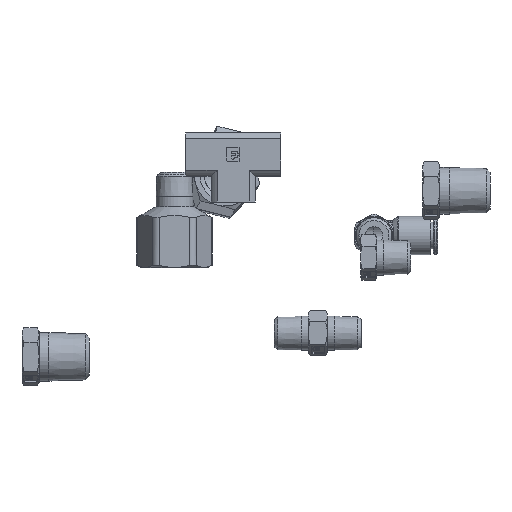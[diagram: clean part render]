
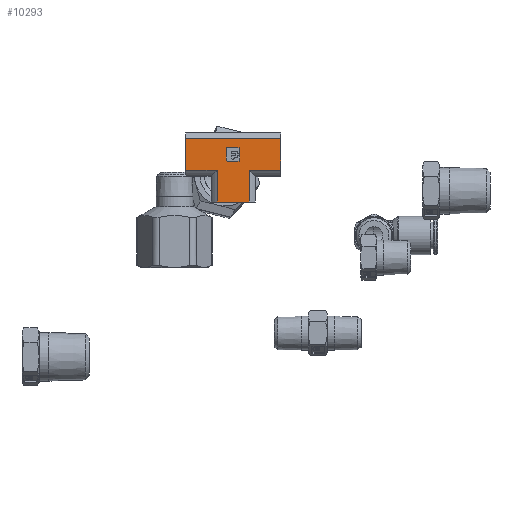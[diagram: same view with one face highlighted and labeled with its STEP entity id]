
A CAD part, front view. The second image highlights one B-rep face of the part: STEP entity #10293.
In plain terms, the highlighted planar face has unit normal (0, -1, 0).
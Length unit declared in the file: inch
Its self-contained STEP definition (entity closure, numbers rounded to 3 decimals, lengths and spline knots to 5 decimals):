
#555=FACE_BOUND('',#1978,.T.);
#819=PLANE('',#11327);
#1304=FACE_OUTER_BOUND('',#1977,.T.);
#1977=EDGE_LOOP('',(#8640,#8641,#8642,#8643,#8644,#8645,#8646,#8647));
#1978=EDGE_LOOP('',(#8648,#8649,#8650,#8651,#8652,#8653,#8654,#8655));
#2806=LINE('',#16939,#3567);
#2810=LINE('',#16948,#3571);
#2813=LINE('',#16956,#3574);
#2821=LINE('',#16974,#3582);
#2823=LINE('',#16983,#3584);
#2824=LINE('',#16985,#3585);
#2825=LINE('',#16987,#3586);
#2826=LINE('',#16989,#3587);
#2827=LINE('',#16991,#3588);
#2828=LINE('',#16993,#3589);
#2829=LINE('',#16995,#3590);
#2830=LINE('',#16996,#3591);
#3567=VECTOR('',#13644,0.3937);
#3571=VECTOR('',#13654,0.3937);
#3574=VECTOR('',#13663,0.3937);
#3582=VECTOR('',#13689,0.3937);
#3584=VECTOR('',#13701,0.3937);
#3585=VECTOR('',#13702,0.3937);
#3586=VECTOR('',#13703,0.3937);
#3587=VECTOR('',#13704,0.3937);
#3588=VECTOR('',#13705,0.3937);
#3589=VECTOR('',#13706,0.3937);
#3590=VECTOR('',#13707,0.3937);
#3591=VECTOR('',#13708,0.3937);
#4139=CIRCLE('',#11306,0.01);
#4140=CIRCLE('',#11309,0.01);
#4141=CIRCLE('',#11312,0.01);
#4142=CIRCLE('',#11321,0.01);
#4938=VERTEX_POINT('',#16932);
#4939=VERTEX_POINT('',#16934);
#4940=VERTEX_POINT('',#16938);
#4941=VERTEX_POINT('',#16942);
#4942=VERTEX_POINT('',#16944);
#4943=VERTEX_POINT('',#16950);
#4944=VERTEX_POINT('',#16952);
#4945=VERTEX_POINT('',#16970);
#4946=VERTEX_POINT('',#16981);
#4947=VERTEX_POINT('',#16982);
#4948=VERTEX_POINT('',#16984);
#4949=VERTEX_POINT('',#16986);
#4950=VERTEX_POINT('',#16988);
#4951=VERTEX_POINT('',#16990);
#4952=VERTEX_POINT('',#16992);
#4953=VERTEX_POINT('',#16994);
#6226=EDGE_CURVE('',#4938,#4939,#4139,.T.);
#6228=EDGE_CURVE('',#4940,#4939,#2806,.T.);
#6231=EDGE_CURVE('',#4941,#4942,#4140,.T.);
#6233=EDGE_CURVE('',#4938,#4942,#2810,.T.);
#6235=EDGE_CURVE('',#4943,#4944,#4141,.T.);
#6237=EDGE_CURVE('',#4941,#4944,#2813,.T.);
#6244=EDGE_CURVE('',#4940,#4945,#4142,.T.);
#6246=EDGE_CURVE('',#4943,#4945,#2821,.T.);
#6248=EDGE_CURVE('',#4946,#4947,#2823,.T.);
#6249=EDGE_CURVE('',#4947,#4948,#2824,.T.);
#6250=EDGE_CURVE('',#4949,#4948,#2825,.T.);
#6251=EDGE_CURVE('',#4949,#4950,#2826,.T.);
#6252=EDGE_CURVE('',#4950,#4951,#2827,.T.);
#6253=EDGE_CURVE('',#4951,#4952,#2828,.T.);
#6254=EDGE_CURVE('',#4952,#4953,#2829,.T.);
#6255=EDGE_CURVE('',#4946,#4953,#2830,.T.);
#8640=ORIENTED_EDGE('',*,*,#6248,.T.);
#8641=ORIENTED_EDGE('',*,*,#6249,.T.);
#8642=ORIENTED_EDGE('',*,*,#6250,.F.);
#8643=ORIENTED_EDGE('',*,*,#6251,.T.);
#8644=ORIENTED_EDGE('',*,*,#6252,.T.);
#8645=ORIENTED_EDGE('',*,*,#6253,.T.);
#8646=ORIENTED_EDGE('',*,*,#6254,.T.);
#8647=ORIENTED_EDGE('',*,*,#6255,.F.);
#8648=ORIENTED_EDGE('',*,*,#6237,.T.);
#8649=ORIENTED_EDGE('',*,*,#6235,.F.);
#8650=ORIENTED_EDGE('',*,*,#6246,.T.);
#8651=ORIENTED_EDGE('',*,*,#6244,.F.);
#8652=ORIENTED_EDGE('',*,*,#6228,.T.);
#8653=ORIENTED_EDGE('',*,*,#6226,.F.);
#8654=ORIENTED_EDGE('',*,*,#6233,.T.);
#8655=ORIENTED_EDGE('',*,*,#6231,.F.);
#10293=ADVANCED_FACE('',(#1304,#555),#819,.T.);
#11306=AXIS2_PLACEMENT_3D('',#16935,#13639,#13640);
#11309=AXIS2_PLACEMENT_3D('',#16945,#13649,#13650);
#11312=AXIS2_PLACEMENT_3D('',#16953,#13658,#13659);
#11321=AXIS2_PLACEMENT_3D('',#16971,#13684,#13685);
#11327=AXIS2_PLACEMENT_3D('',#16980,#13699,#13700);
#13639=DIRECTION('center_axis',(0.,-1.,0.));
#13640=DIRECTION('ref_axis',(0.707,0.,0.707));
#13644=DIRECTION('',(1.,0.,0.));
#13649=DIRECTION('center_axis',(0.,-1.,0.));
#13650=DIRECTION('ref_axis',(0.707,0.,-0.707));
#13654=DIRECTION('',(0.,0.,-1.));
#13658=DIRECTION('center_axis',(0.,-1.,0.));
#13659=DIRECTION('ref_axis',(-0.707,0.,-0.707));
#13663=DIRECTION('',(-1.,0.,0.));
#13684=DIRECTION('center_axis',(0.,-1.,0.));
#13685=DIRECTION('ref_axis',(-0.707,0.,0.707));
#13689=DIRECTION('',(0.,0.,1.));
#13699=DIRECTION('center_axis',(0.,-1.,0.));
#13700=DIRECTION('ref_axis',(0.,0.,-1.));
#13701=DIRECTION('',(1.,0.,0.));
#13702=DIRECTION('',(0.,0.,1.));
#13703=DIRECTION('',(1.,0.,0.));
#13704=DIRECTION('',(0.,0.,-1.));
#13705=DIRECTION('',(1.,0.,0.));
#13706=DIRECTION('',(0.,0.,-1.));
#13707=DIRECTION('',(1.,0.,0.));
#13708=DIRECTION('',(0.,0.,-1.));
#16932=CARTESIAN_POINT('',(0.075,-0.246,0.065));
#16934=CARTESIAN_POINT('',(0.065,-0.246,0.075));
#16935=CARTESIAN_POINT('Origin',(0.065,-0.246,0.065));
#16938=CARTESIAN_POINT('',(-0.065,-0.246,0.075));
#16939=CARTESIAN_POINT('',(0.0375,-0.246,0.075));
#16942=CARTESIAN_POINT('',(0.065,-0.246,-0.075));
#16944=CARTESIAN_POINT('',(0.075,-0.246,-0.065));
#16945=CARTESIAN_POINT('Origin',(0.065,-0.246,-0.065));
#16948=CARTESIAN_POINT('',(0.075,-0.246,-0.12629));
#16950=CARTESIAN_POINT('',(-0.075,-0.246,-0.065));
#16952=CARTESIAN_POINT('',(-0.065,-0.246,-0.075));
#16953=CARTESIAN_POINT('Origin',(-0.065,-0.246,-0.065));
#16956=CARTESIAN_POINT('',(-0.0375,-0.246,-0.075));
#16970=CARTESIAN_POINT('',(-0.075,-0.246,0.065));
#16971=CARTESIAN_POINT('Origin',(-0.065,-0.246,0.065));
#16974=CARTESIAN_POINT('',(-0.075,-0.246,-0.08474));
#16980=CARTESIAN_POINT('Origin',(0.,-0.246,-0.17758));
#16981=CARTESIAN_POINT('',(0.17758,-0.246,-0.17758));
#16982=CARTESIAN_POINT('',(0.53,-0.246,-0.17758));
#16983=CARTESIAN_POINT('',(0.,-0.246,-0.17758));
#16984=CARTESIAN_POINT('',(0.53,-0.246,0.17758));
#16985=CARTESIAN_POINT('',(0.53,-0.246,0.246));
#16986=CARTESIAN_POINT('',(-0.53,-0.246,0.17758));
#16987=CARTESIAN_POINT('',(0.,-0.246,0.17758));
#16988=CARTESIAN_POINT('',(-0.53,-0.246,-0.17758));
#16989=CARTESIAN_POINT('',(-0.53,-0.246,0.246));
#16990=CARTESIAN_POINT('',(-0.17758,-0.246,-0.17758));
#16991=CARTESIAN_POINT('',(0.,-0.246,-0.17758));
#16992=CARTESIAN_POINT('',(-0.17758,-0.246,-0.53));
#16993=CARTESIAN_POINT('',(-0.17758,-0.246,0.));
#16994=CARTESIAN_POINT('',(0.17758,-0.246,-0.53));
#16995=CARTESIAN_POINT('',(-0.246,-0.246,-0.53));
#16996=CARTESIAN_POINT('',(0.17758,-0.246,0.));
